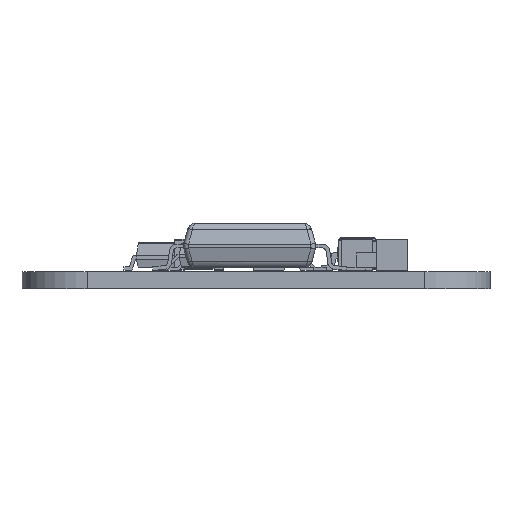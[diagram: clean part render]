
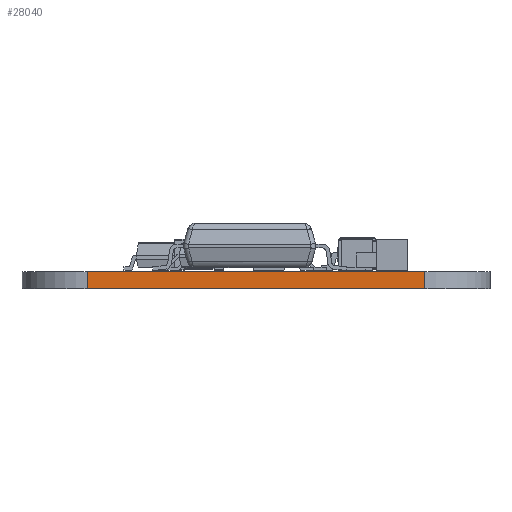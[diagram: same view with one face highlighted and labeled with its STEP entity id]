
A CAD part, front view. The second image highlights one B-rep face of the part: STEP entity #28040.
In plain terms, the highlighted planar face has unit normal (0, -1, 0).
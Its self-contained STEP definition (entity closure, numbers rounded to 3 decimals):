
#27364 = VERTEX_POINT('',#27365);
#27365 = CARTESIAN_POINT('',(0.836,-30.554,0.));
#27372 = EDGE_CURVE('',#27373,#27364,#27375,.T.);
#27373 = VERTEX_POINT('',#27374);
#27374 = CARTESIAN_POINT('',(14.404,-30.554,0.));
#27375 = LINE('',#27376,#27377);
#27376 = CARTESIAN_POINT('',(14.404,-30.554,0.));
#27377 = VECTOR('',#27378,1.);
#27378 = DIRECTION('',(-1.,0.,0.));
#27697 = VERTEX_POINT('',#27698);
#27698 = CARTESIAN_POINT('',(0.836,-30.554,0.7));
#27705 = EDGE_CURVE('',#27706,#27697,#27708,.T.);
#27706 = VERTEX_POINT('',#27707);
#27707 = CARTESIAN_POINT('',(14.404,-30.554,0.7));
#27708 = LINE('',#27709,#27710);
#27709 = CARTESIAN_POINT('',(14.404,-30.554,0.7));
#27710 = VECTOR('',#27711,1.);
#27711 = DIRECTION('',(-1.,0.,0.));
#28012 = EDGE_CURVE('',#27373,#27706,#28013,.T.);
#28013 = LINE('',#28014,#28015);
#28014 = CARTESIAN_POINT('',(14.404,-30.554,0.));
#28015 = VECTOR('',#28016,1.);
#28016 = DIRECTION('',(0.,0.,1.));
#28040 = ADVANCED_FACE('',(#28041),#28052,.T.);
#28041 = FACE_BOUND('',#28042,.T.);
#28042 = EDGE_LOOP('',(#28043,#28044,#28045,#28051));
#28043 = ORIENTED_EDGE('',*,*,#28012,.T.);
#28044 = ORIENTED_EDGE('',*,*,#27705,.T.);
#28045 = ORIENTED_EDGE('',*,*,#28046,.F.);
#28046 = EDGE_CURVE('',#27364,#27697,#28047,.T.);
#28047 = LINE('',#28048,#28049);
#28048 = CARTESIAN_POINT('',(0.836,-30.554,0.));
#28049 = VECTOR('',#28050,1.);
#28050 = DIRECTION('',(0.,0.,1.));
#28051 = ORIENTED_EDGE('',*,*,#27372,.F.);
#28052 = PLANE('',#28053);
#28053 = AXIS2_PLACEMENT_3D('',#28054,#28055,#28056);
#28054 = CARTESIAN_POINT('',(14.404,-30.554,0.));
#28055 = DIRECTION('',(0.,-1.,0.));
#28056 = DIRECTION('',(-1.,0.,0.));
